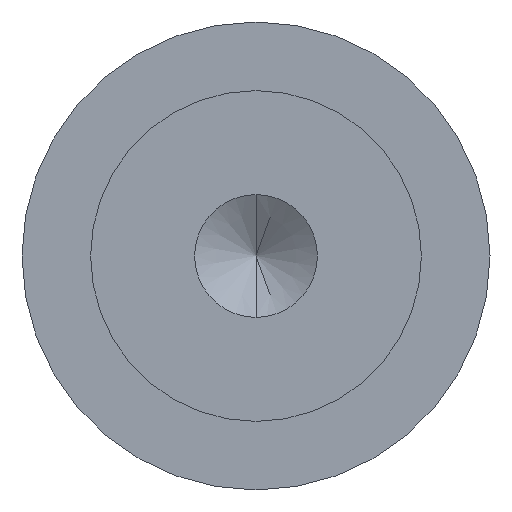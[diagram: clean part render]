
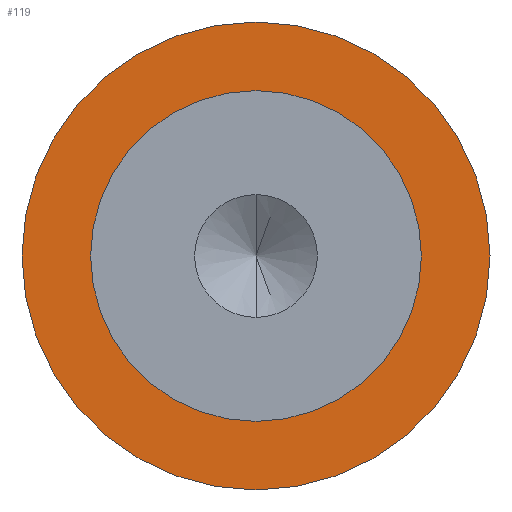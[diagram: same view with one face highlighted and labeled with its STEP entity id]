
A CAD part, left-side view. The second image highlights one B-rep face of the part: STEP entity #119.
In plain terms, the highlighted planar face has unit normal (-1, 0, 0).
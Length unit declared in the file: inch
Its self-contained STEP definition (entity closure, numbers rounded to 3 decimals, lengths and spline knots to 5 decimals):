
#49 = CIRCLE ( 'NONE', #410, 0.265 ) ;
#58 = AXIS2_PLACEMENT_3D ( 'NONE', #299, #255, #146 ) ;
#95 = ORIENTED_EDGE ( 'NONE', *, *, #550, .F. ) ;
#98 = ORIENTED_EDGE ( 'NONE', *, *, #162, .F. ) ;
#110 = AXIS2_PLACEMENT_3D ( 'NONE', #416, #564, #624 ) ;
#119 = ADVANCED_FACE ( 'NONE', ( #601, #510 ), #151, .F. ) ;
#127 = VERTEX_POINT ( 'NONE', #503 ) ;
#129 = CARTESIAN_POINT ( 'NONE',  ( -2.953, -0.265, 0. ) ) ;
#142 = VERTEX_POINT ( 'NONE', #549 ) ;
#146 = DIRECTION ( 'NONE',  ( 0., 1., 0. ) ) ;
#149 = CARTESIAN_POINT ( 'NONE',  ( -2.953, 0., 0. ) ) ;
#151 = PLANE ( 'NONE',  #58 ) ;
#162 = EDGE_CURVE ( 'NONE', #127, #353, #49, .T. ) ;
#168 = ORIENTED_EDGE ( 'NONE', *, *, #482, .F. ) ;
#177 = CARTESIAN_POINT ( 'NONE',  ( -2.953, 0., 0. ) ) ;
#255 = DIRECTION ( 'NONE',  ( 1., 0., 0. ) ) ;
#268 = CARTESIAN_POINT ( 'NONE',  ( -2.953, 0., 0. ) ) ;
#272 = CIRCLE ( 'NONE', #110, 0.265 ) ;
#284 = CIRCLE ( 'NONE', #368, 0.375 ) ;
#299 = CARTESIAN_POINT ( 'NONE',  ( -2.953, 0., 0. ) ) ;
#329 = CARTESIAN_POINT ( 'NONE',  ( -2.953, -0.375, 0. ) ) ;
#353 = VERTEX_POINT ( 'NONE', #129 ) ;
#357 = ORIENTED_EDGE ( 'NONE', *, *, #447, .F. ) ;
#368 = AXIS2_PLACEMENT_3D ( 'NONE', #177, #538, #393 ) ;
#371 = DIRECTION ( 'NONE',  ( 0., 1., 0. ) ) ;
#393 = DIRECTION ( 'NONE',  ( 0., 1., 0. ) ) ;
#410 = AXIS2_PLACEMENT_3D ( 'NONE', #149, #497, #445 ) ;
#412 = CIRCLE ( 'NONE', #444, 0.375 ) ;
#416 = CARTESIAN_POINT ( 'NONE',  ( -2.953, 0., 0. ) ) ;
#444 = AXIS2_PLACEMENT_3D ( 'NONE', #268, #518, #371 ) ;
#445 = DIRECTION ( 'NONE',  ( 0., -1., 0. ) ) ;
#447 = EDGE_CURVE ( 'NONE', #353, #127, #272, .T. ) ;
#482 = EDGE_CURVE ( 'NONE', #142, #572, #412, .T. ) ;
#497 = DIRECTION ( 'NONE',  ( -1., 0., 0. ) ) ;
#503 = CARTESIAN_POINT ( 'NONE',  ( -2.953, 0.265, 0. ) ) ;
#510 = FACE_OUTER_BOUND ( 'NONE', #655, .T. ) ;
#518 = DIRECTION ( 'NONE',  ( 1., 0., 0. ) ) ;
#538 = DIRECTION ( 'NONE',  ( 1., 0., 0. ) ) ;
#549 = CARTESIAN_POINT ( 'NONE',  ( -2.953, 0.375, 0. ) ) ;
#550 = EDGE_CURVE ( 'NONE', #572, #142, #284, .T. ) ;
#564 = DIRECTION ( 'NONE',  ( -1., 0., 0. ) ) ;
#572 = VERTEX_POINT ( 'NONE', #329 ) ;
#601 = FACE_BOUND ( 'NONE', #606, .T. ) ;
#606 = EDGE_LOOP ( 'NONE', ( #98, #357 ) ) ;
#624 = DIRECTION ( 'NONE',  ( 0., -1., 0. ) ) ;
#655 = EDGE_LOOP ( 'NONE', ( #168, #95 ) ) ;
